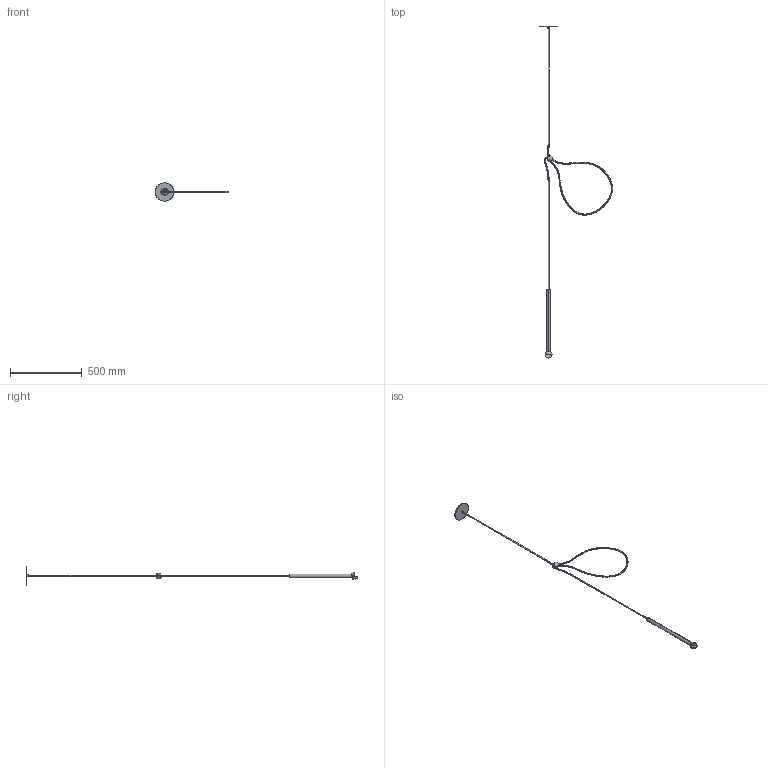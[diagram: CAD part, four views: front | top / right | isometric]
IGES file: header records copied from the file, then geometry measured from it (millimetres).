
Start section: SolidWorks IGES file using analytic representation for surfaces
Global section: file name: 104HStrike Assembly Ball Adjuster Part for IGS_defeature.IGS; native system: SolidWorks 2022; preprocessor: SolidWorks 2022; author: Alex Harrington; date: 230928.145646; units: millimetre
Bounding box: 509.12 x 2310.71 x 127 mm (x, y, z)
Surface area: 149147.1 mm2 (no closed solid volume)
Topology: 0 solids, 0 shells, 52 faces, 937 edges, 935 vertices
Faces by surface type: revolution 32, bspline 20
